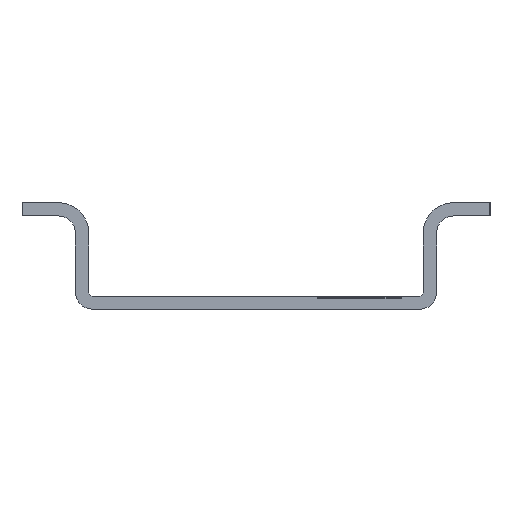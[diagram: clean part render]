
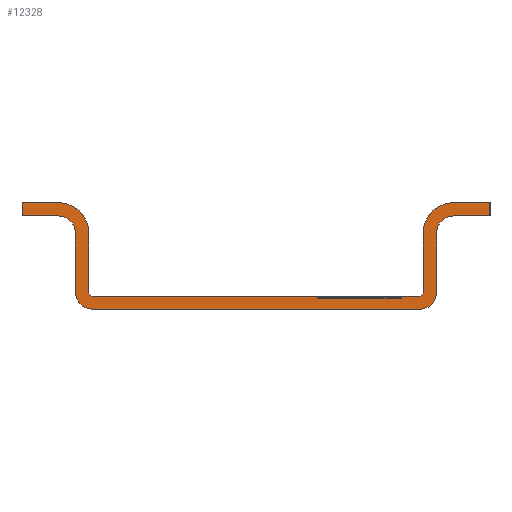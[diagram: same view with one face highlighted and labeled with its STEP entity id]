
A CAD part, left-side view. The second image highlights one B-rep face of the part: STEP entity #12328.
In plain terms, the highlighted planar face has unit normal (-1, 0, 0).
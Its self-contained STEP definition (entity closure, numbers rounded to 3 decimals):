
#4738=DIRECTION('',(0.,1.,0.));
#4739=VECTOR('',#4738,2.731);
#4740=CARTESIAN_POINT('',(0.,-17.501,7.976));
#4741=LINE('',#4740,#4739);
#4745=DIRECTION('',(0.,0.,1.));
#4746=VECTOR('',#4745,0.991);
#4747=CARTESIAN_POINT('',(0.,-17.501,6.985));
#4748=LINE('',#4747,#4746);
#6084=DIRECTION('',(0.,1.,0.));
#6085=VECTOR('',#6084,2.731);
#6086=CARTESIAN_POINT('',(0.,14.77,7.976));
#6087=LINE('',#6086,#6085);
#6126=DIRECTION('',(0.,0.,1.));
#6127=VECTOR('',#6126,4.445);
#6128=CARTESIAN_POINT('',(0.,-12.51,1.27));
#6129=LINE('',#6128,#6127);
#6133=CARTESIAN_POINT('',(0.,-14.77,5.715));
#6134=DIRECTION('',(1.,0.,0.));
#6135=DIRECTION('',(0.,1.,0.));
#6136=AXIS2_PLACEMENT_3D('',#6133,#6134,#6135);
#6141=DIRECTION('',(0.,1.,0.));
#6142=VECTOR('',#6141,2.731);
#6143=CARTESIAN_POINT('',(0.,-17.501,6.985));
#6144=LINE('',#6143,#6142);
#6148=CARTESIAN_POINT('',(0.,-14.77,5.715));
#6149=DIRECTION('',(-1.,0.,0.));
#6150=DIRECTION('',(0.,0.,1.));
#6151=AXIS2_PLACEMENT_3D('',#6148,#6149,#6150);
#6156=DIRECTION('',(0.,0.,-1.));
#6157=VECTOR('',#6156,4.445);
#6158=CARTESIAN_POINT('',(0.,-13.5,5.715));
#6159=LINE('',#6158,#6157);
#6163=CARTESIAN_POINT('',(0.,-12.23,1.27));
#6164=DIRECTION('',(1.,0.,0.));
#6165=DIRECTION('',(0.,-1.,0.));
#6166=AXIS2_PLACEMENT_3D('',#6163,#6164,#6165);
#6171=CARTESIAN_POINT('',(0.,-12.23,1.27));
#6172=DIRECTION('',(1.,0.,0.));
#6173=DIRECTION('',(0.,-0.707,-0.707));
#6174=AXIS2_PLACEMENT_3D('',#6171,#6172,#6173);
#6179=DIRECTION('',(0.,1.,0.));
#6180=VECTOR('',#6179,24.46);
#6181=CARTESIAN_POINT('',(0.,-12.23,0.));
#6182=LINE('',#6181,#6180);
#6186=CARTESIAN_POINT('',(0.,12.23,1.27));
#6187=DIRECTION('',(1.,0.,0.));
#6188=DIRECTION('',(0.,0.,-1.));
#6189=AXIS2_PLACEMENT_3D('',#6186,#6187,#6188);
#6194=DIRECTION('',(0.,0.,1.));
#6195=VECTOR('',#6194,4.445);
#6196=CARTESIAN_POINT('',(0.,13.5,1.27));
#6197=LINE('',#6196,#6195);
#6201=CARTESIAN_POINT('',(0.,14.77,5.715));
#6202=DIRECTION('',(-1.,0.,0.));
#6203=DIRECTION('',(0.,-1.,0.));
#6204=AXIS2_PLACEMENT_3D('',#6201,#6202,#6203);
#6209=DIRECTION('',(0.,1.,0.));
#6210=VECTOR('',#6209,2.731);
#6211=CARTESIAN_POINT('',(0.,14.77,6.985));
#6212=LINE('',#6211,#6210);
#6216=DIRECTION('',(0.,0.,1.));
#6217=VECTOR('',#6216,0.991);
#6218=CARTESIAN_POINT('',(0.,17.501,6.985));
#6219=LINE('',#6218,#6217);
#6223=CARTESIAN_POINT('',(0.,14.77,5.715));
#6224=DIRECTION('',(1.,0.,0.));
#6225=DIRECTION('',(0.,0.,1.));
#6226=AXIS2_PLACEMENT_3D('',#6223,#6224,#6225);
#6231=DIRECTION('',(0.,0.,-1.));
#6232=VECTOR('',#6231,4.445);
#6233=CARTESIAN_POINT('',(0.,12.51,5.715));
#6234=LINE('',#6233,#6232);
#6238=CARTESIAN_POINT('',(0.,12.23,1.27));
#6239=DIRECTION('',(-1.,0.,0.));
#6240=DIRECTION('',(0.,1.,0.));
#6241=AXIS2_PLACEMENT_3D('',#6238,#6239,#6240);
#6246=DIRECTION('',(0.,-1.,0.));
#6247=VECTOR('',#6246,24.46);
#6248=CARTESIAN_POINT('',(0.,12.23,0.991));
#6249=LINE('',#6248,#6247);
#6253=CARTESIAN_POINT('',(0.,-12.23,1.27));
#6254=DIRECTION('',(-1.,0.,0.));
#6255=DIRECTION('',(0.,0.,-1.));
#6256=AXIS2_PLACEMENT_3D('',#6253,#6254,#6255);
#9250=CARTESIAN_POINT('',(0.,-12.23,0.991));
#9251=VERTEX_POINT('',#9250);
#9252=CARTESIAN_POINT('',(0.,12.23,0.991));
#9253=VERTEX_POINT('',#9252);
#9902=CARTESIAN_POINT('',(0.,12.23,0.));
#9903=VERTEX_POINT('',#9902);
#9904=CARTESIAN_POINT('',(0.,-12.23,0.));
#9905=VERTEX_POINT('',#9904);
#10400=CARTESIAN_POINT('',(0.,-12.51,1.27));
#10401=VERTEX_POINT('',#10400);
#10402=CARTESIAN_POINT('',(0.,-12.51,5.715));
#10403=VERTEX_POINT('',#10402);
#10404=CARTESIAN_POINT('',(0.,-14.77,7.976));
#10405=VERTEX_POINT('',#10404);
#10406=CARTESIAN_POINT('',(0.,-17.501,7.976));
#10407=VERTEX_POINT('',#10406);
#10408=CARTESIAN_POINT('',(0.,-17.501,6.985));
#10409=VERTEX_POINT('',#10408);
#10410=CARTESIAN_POINT('',(0.,-14.77,6.985));
#10411=VERTEX_POINT('',#10410);
#10412=CARTESIAN_POINT('',(0.,-13.5,5.715));
#10413=VERTEX_POINT('',#10412);
#10414=CARTESIAN_POINT('',(0.,-13.5,1.27));
#10415=VERTEX_POINT('',#10414);
#10416=CARTESIAN_POINT('',(0.,-13.128,0.372));
#10417=VERTEX_POINT('',#10416);
#10418=CARTESIAN_POINT('',(0.,13.5,1.27));
#10419=VERTEX_POINT('',#10418);
#10420=CARTESIAN_POINT('',(0.,13.5,5.715));
#10421=VERTEX_POINT('',#10420);
#10422=CARTESIAN_POINT('',(0.,14.77,6.985));
#10423=VERTEX_POINT('',#10422);
#10424=CARTESIAN_POINT('',(0.,17.501,6.985));
#10425=VERTEX_POINT('',#10424);
#10426=CARTESIAN_POINT('',(0.,17.501,7.976));
#10427=VERTEX_POINT('',#10426);
#10428=CARTESIAN_POINT('',(0.,14.77,7.976));
#10429=VERTEX_POINT('',#10428);
#10430=CARTESIAN_POINT('',(0.,12.51,5.715));
#10431=VERTEX_POINT('',#10430);
#10432=CARTESIAN_POINT('',(0.,12.51,1.27));
#10433=VERTEX_POINT('',#10432);
#12300=CARTESIAN_POINT('',(0.,-17.501,0.));
#12301=DIRECTION('',(1.,0.,0.));
#12302=DIRECTION('',(0.,0.,-1.));
#12303=AXIS2_PLACEMENT_3D('',#12300,#12301,#12302);
#12304=PLANE('',#12303);
#12305=ORIENTED_EDGE('',*,*,#11364,.T.);
#12306=ORIENTED_EDGE('',*,*,#11385,.T.);
#12307=ORIENTED_EDGE('',*,*,#11406,.F.);
#12308=ORIENTED_EDGE('',*,*,#11427,.F.);
#12309=ORIENTED_EDGE('',*,*,#11448,.T.);
#12310=ORIENTED_EDGE('',*,*,#11469,.T.);
#12311=ORIENTED_EDGE('',*,*,#11490,.T.);
#12312=ORIENTED_EDGE('',*,*,#11511,.T.);
#12313=ORIENTED_EDGE('',*,*,#11532,.T.);
#12314=ORIENTED_EDGE('',*,*,#11553,.T.);
#12315=ORIENTED_EDGE('',*,*,#12120,.T.);
#12316=ORIENTED_EDGE('',*,*,#12141,.T.);
#12317=ORIENTED_EDGE('',*,*,#12162,.T.);
#12318=ORIENTED_EDGE('',*,*,#12183,.T.);
#12319=ORIENTED_EDGE('',*,*,#12204,.T.);
#12320=ORIENTED_EDGE('',*,*,#12225,.F.);
#12321=ORIENTED_EDGE('',*,*,#12246,.T.);
#12322=ORIENTED_EDGE('',*,*,#12267,.T.);
#12323=ORIENTED_EDGE('',*,*,#12287,.T.);
#12324=ORIENTED_EDGE('',*,*,#10539,.T.);
#12325=ORIENTED_EDGE('',*,*,#11343,.T.);
#12326=EDGE_LOOP('',(#12305,#12306,#12307,#12308,#12309,#12310,#12311,#12312,
#12313,#12314,#12315,#12316,#12317,#12318,#12319,#12320,#12321,#12322,#12323,
#12324,#12325));
#12327=FACE_OUTER_BOUND('',#12326,.F.);
#6137=CIRCLE('',#6136,2.261);
#6152=CIRCLE('',#6151,1.27);
#6167=CIRCLE('',#6166,1.27);
#6175=CIRCLE('',#6174,1.27);
#6190=CIRCLE('',#6189,1.27);
#6205=CIRCLE('',#6204,1.27);
#6227=CIRCLE('',#6226,2.261);
#6242=CIRCLE('',#6241,0.279);
#6257=CIRCLE('',#6256,0.279);
#10539=EDGE_CURVE('',#9253,#9251,#6249,.T.);
#11343=EDGE_CURVE('',#9251,#10401,#6257,.T.);
#11364=EDGE_CURVE('',#10401,#10403,#6129,.T.);
#11385=EDGE_CURVE('',#10403,#10405,#6137,.T.);
#11406=EDGE_CURVE('',#10407,#10405,#4741,.T.);
#11427=EDGE_CURVE('',#10409,#10407,#4748,.T.);
#11448=EDGE_CURVE('',#10409,#10411,#6144,.T.);
#11469=EDGE_CURVE('',#10411,#10413,#6152,.T.);
#11490=EDGE_CURVE('',#10413,#10415,#6159,.T.);
#11511=EDGE_CURVE('',#10415,#10417,#6167,.T.);
#11532=EDGE_CURVE('',#10417,#9905,#6175,.T.);
#11553=EDGE_CURVE('',#9905,#9903,#6182,.T.);
#12120=EDGE_CURVE('',#9903,#10419,#6190,.T.);
#12141=EDGE_CURVE('',#10419,#10421,#6197,.T.);
#12162=EDGE_CURVE('',#10421,#10423,#6205,.T.);
#12183=EDGE_CURVE('',#10423,#10425,#6212,.T.);
#12204=EDGE_CURVE('',#10425,#10427,#6219,.T.);
#12225=EDGE_CURVE('',#10429,#10427,#6087,.T.);
#12246=EDGE_CURVE('',#10429,#10431,#6227,.T.);
#12267=EDGE_CURVE('',#10431,#10433,#6234,.T.);
#12287=EDGE_CURVE('',#10433,#9253,#6242,.T.);
#12328=ADVANCED_FACE('',(#12327),#12304,.F.);
